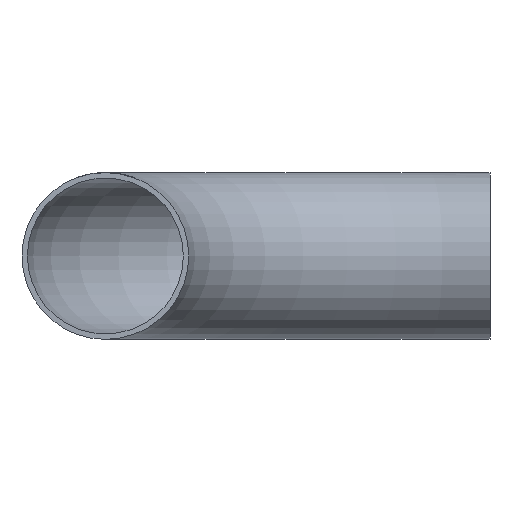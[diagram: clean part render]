
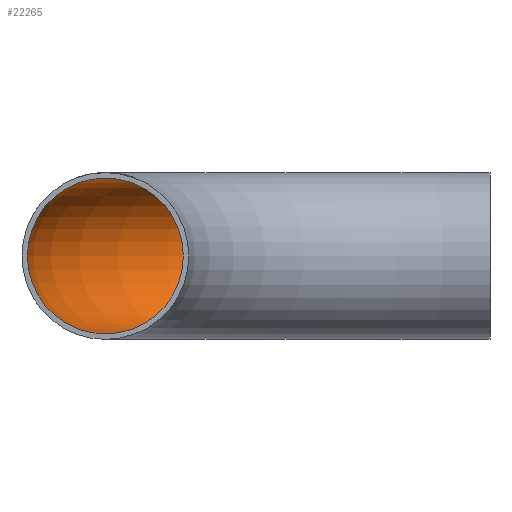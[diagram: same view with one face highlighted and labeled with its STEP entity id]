
A CAD part, front view. The second image highlights one B-rep face of the part: STEP entity #22265.
In plain terms, the highlighted toroidal (fillet/blend) face has major radius 205 mm and minor radius 41.55 mm.
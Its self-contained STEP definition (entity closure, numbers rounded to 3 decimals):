
#895 = ORIENTED_EDGE ( 'NONE', *, *, #11531, .F. ) ;
#2559 = AXIS2_PLACEMENT_3D ( 'NONE', #22232, #26038, #5289 ) ;
#2625 = VERTEX_POINT ( 'NONE', #19279 ) ;
#4248 = VERTEX_POINT ( 'NONE', #24979 ) ;
#4281 = DIRECTION ( 'NONE',  ( 1., 0., 0. ) ) ;
#5289 = DIRECTION ( 'NONE',  ( -1., 0., 0. ) ) ;
#5656 = AXIS2_PLACEMENT_3D ( 'NONE', #9929, #13594, #26198 ) ;
#6866 = EDGE_LOOP ( 'NONE', ( #895 ) ) ;
#9929 = CARTESIAN_POINT ( 'NONE',  ( -205., 0., 0. ) ) ;
#11531 = EDGE_CURVE ( 'NONE', #2625, #2625, #12998, .T. ) ;
#12005 = ORIENTED_EDGE ( 'NONE', *, *, #14007, .T. ) ;
#12998 = CIRCLE ( 'NONE', #5656, 41.55 ) ;
#13594 = DIRECTION ( 'NONE',  ( 0., 1., 0. ) ) ;
#13837 = FACE_OUTER_BOUND ( 'NONE', #6866, .T. ) ;
#14007 = EDGE_CURVE ( 'NONE', #4248, #4248, #25661, .T. ) ;
#14241 = TOROIDAL_SURFACE ( 'NONE', #2559, 205., 41.55 ) ;
#14311 = CARTESIAN_POINT ( 'NONE',  ( 0., 205., 0. ) ) ;
#17862 = AXIS2_PLACEMENT_3D ( 'NONE', #14311, #4281, #24474 ) ;
#19062 = EDGE_LOOP ( 'NONE', ( #12005 ) ) ;
#19279 = CARTESIAN_POINT ( 'NONE',  ( -205., 0., 41.55 ) ) ;
#20057 = FACE_OUTER_BOUND ( 'NONE', #19062, .T. ) ;
#22232 = CARTESIAN_POINT ( 'NONE',  ( 0., 0., 0. ) ) ;
#22265 = ADVANCED_FACE ( 'NONE', ( #20057, #13837 ), #14241, .F. ) ;
#24474 = DIRECTION ( 'NONE',  ( 0., 1., 0. ) ) ;
#24979 = CARTESIAN_POINT ( 'NONE',  ( 0., 246.55, 0. ) ) ;
#25661 = CIRCLE ( 'NONE', #17862, 41.55 ) ;
#26038 = DIRECTION ( 'NONE',  ( 0., 0., -1. ) ) ;
#26198 = DIRECTION ( 'NONE',  ( 0., 0., 1. ) ) ;
